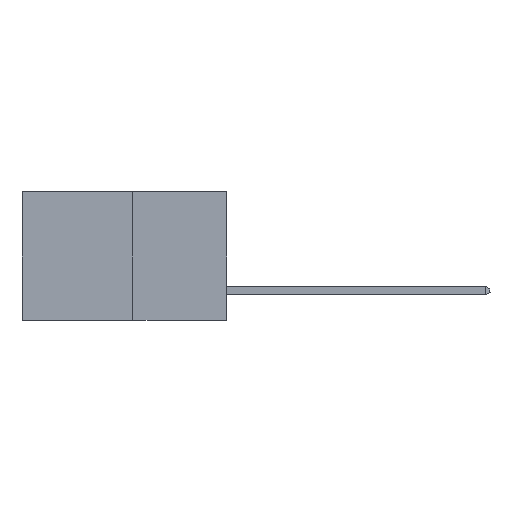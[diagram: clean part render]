
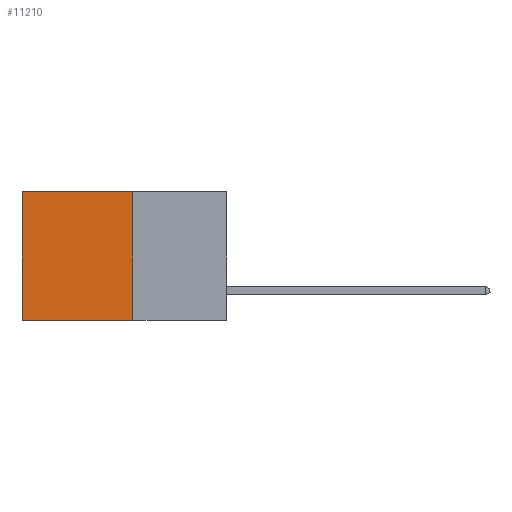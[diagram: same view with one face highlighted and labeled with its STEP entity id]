
A CAD part, left-side view. The second image highlights one B-rep face of the part: STEP entity #11210.
In plain terms, the highlighted planar face has unit normal (-1, 0, 0).
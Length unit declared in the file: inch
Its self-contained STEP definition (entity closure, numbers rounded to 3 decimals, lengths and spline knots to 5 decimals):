
#1301 = AXIS2_PLACEMENT_3D ( 'NONE', #6739, #14101, #7880 ) ;
#1421 = ORIENTED_EDGE ( 'NONE', *, *, #13156, .T. ) ;
#1469 = VECTOR ( 'NONE', #12868, 39.37008 ) ;
#2652 = ORIENTED_EDGE ( 'NONE', *, *, #12212, .F. ) ;
#2774 = ORIENTED_EDGE ( 'NONE', *, *, #8585, .T. ) ;
#2875 = VECTOR ( 'NONE', #8584, 39.37008 ) ;
#3102 = LINE ( 'NONE', #6261, #8780 ) ;
#4082 = ORIENTED_EDGE ( 'NONE', *, *, #7951, .F. ) ;
#4365 = LINE ( 'NONE', #11305, #9905 ) ;
#4445 = PLANE ( 'NONE',  #1301 ) ;
#4519 = LINE ( 'NONE', #12993, #1469 ) ;
#5680 = FACE_OUTER_BOUND ( 'NONE', #11347, .T. ) ;
#5764 = CARTESIAN_POINT ( 'NONE',  ( 0.277, 0.59, 0. ) ) ;
#6261 = CARTESIAN_POINT ( 'NONE',  ( 0.277, 0.27, -0.37 ) ) ;
#6547 = VERTEX_POINT ( 'NONE', #7257 ) ;
#6739 = CARTESIAN_POINT ( 'NONE',  ( 0.277, 0.27, -0.37 ) ) ;
#7257 = CARTESIAN_POINT ( 'NONE',  ( 0.277, 0.27, 0. ) ) ;
#7422 = VERTEX_POINT ( 'NONE', #5764 ) ;
#7492 = CARTESIAN_POINT ( 'NONE',  ( 0.277, 0.27, 0. ) ) ;
#7880 = DIRECTION ( 'NONE',  ( 0., 0., -1. ) ) ;
#7951 = EDGE_CURVE ( 'NONE', #10111, #12746, #4365, .T. ) ;
#8584 = DIRECTION ( 'NONE',  ( 0., 1., 0. ) ) ;
#8585 = EDGE_CURVE ( 'NONE', #7422, #12746, #4519, .T. ) ;
#8780 = VECTOR ( 'NONE', #12629, 39.37008 ) ;
#8909 = LINE ( 'NONE', #7492, #2875 ) ;
#9074 = CARTESIAN_POINT ( 'NONE',  ( 0.277, 0.27, -0.37 ) ) ;
#9905 = VECTOR ( 'NONE', #11184, 39.37008 ) ;
#10111 = VERTEX_POINT ( 'NONE', #9074 ) ;
#10390 = CARTESIAN_POINT ( 'NONE',  ( 0.277, 0.59, -0.37 ) ) ;
#11184 = DIRECTION ( 'NONE',  ( 0., 1., 0. ) ) ;
#11210 = ADVANCED_FACE ( 'NONE', ( #5680 ), #4445, .F. ) ;
#11305 = CARTESIAN_POINT ( 'NONE',  ( 0.277, 0.27, -0.37 ) ) ;
#11347 = EDGE_LOOP ( 'NONE', ( #2774, #4082, #2652, #1421 ) ) ;
#12212 = EDGE_CURVE ( 'NONE', #6547, #10111, #3102, .T. ) ;
#12629 = DIRECTION ( 'NONE',  ( 0., 0., -1. ) ) ;
#12746 = VERTEX_POINT ( 'NONE', #10390 ) ;
#12868 = DIRECTION ( 'NONE',  ( 0., 0., -1. ) ) ;
#12993 = CARTESIAN_POINT ( 'NONE',  ( 0.277, 0.59, -0.37 ) ) ;
#13156 = EDGE_CURVE ( 'NONE', #6547, #7422, #8909, .T. ) ;
#14101 = DIRECTION ( 'NONE',  ( 1., 0., 0. ) ) ;
